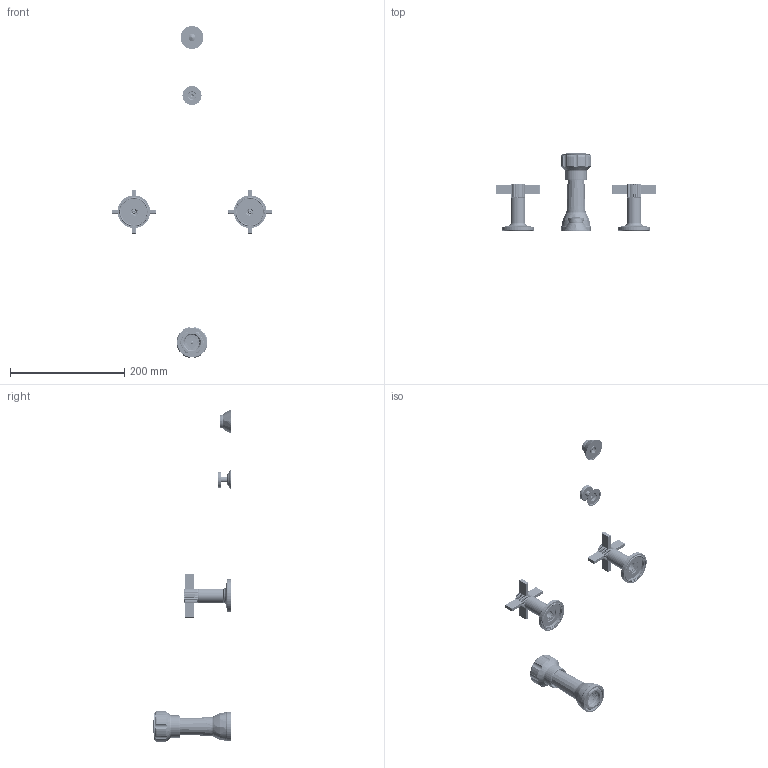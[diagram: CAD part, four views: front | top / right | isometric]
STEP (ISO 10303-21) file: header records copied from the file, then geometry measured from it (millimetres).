
FILE_DESCRIPTION((''),'2;1');
FILE_NAME('3249_ASM','2019-11-11T08:32:23',('rsmith'),(''),'CREO PARAMETRIC BY PTC INC, 2018400','CREO PARAMETRIC BY PTC INC, 2018400','');
FILE_SCHEMA(('CONFIG_CONTROL_DESIGN'));
Length unit declared in the file: inch
Products named in the file (31): 10078; 2-159_ASM; 91093; 10600; 10601; 92029; 10602; 2-235_ASM; 10603_AF1; 11647; 10605; 91014; 2-125_ASM; 2-236_AF0_ASM; 80080; 13118; 91773; 20-431_ASM; 13119; 91017; 12506; 91049; 91371; 92399; 13122; 13123; 92984; 91018; 20-426_ASM; 3-645_ASM; 3249_ASM
Assembly tree (38 placements, depth 4):
  3249_ASM
    2-159_ASM
      10078
    2-235_ASM
      91093
      10600
      10601
      92029
      10602
    2-236_AF0_ASM
      10603_AF1
      2-125_ASM
        11647
        10605
        91014
    80080
    3-645_ASM  x2
      20-431_ASM
        13118
        91773
      20-426_ASM
        13119
        91017  x2
        12506
        91049
        91371
        92399
        13122
        13123  x4
        92984  x4
        91018
Bounding box: 279.4 x 136.47 x 580.53 mm (x, y, z)
Volume: 187406.1 mm3; surface area: 198816.6 mm2
Topology: 49 solids, 83 shells, 5285 faces, 14185 edges, 9031 vertices
Faces by surface type: cylinder 2207, plane 1772, bspline 537, cone 331, torus 298, sphere 136, extrusion 4
Entity records: 244424 total; most frequent: CARTESIAN_POINT 179917, ORIENTED_EDGE 14558, DIRECTION 11514, EDGE_CURVE 7388, VERTEX_POINT 4747, AXIS2_PLACEMENT_3D 4446, B_SPLINE_CURVE_WITH_KNOTS 2876, EDGE_LOOP 2848
